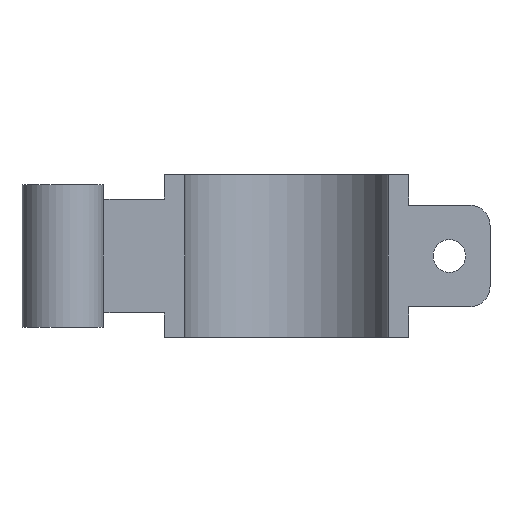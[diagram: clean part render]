
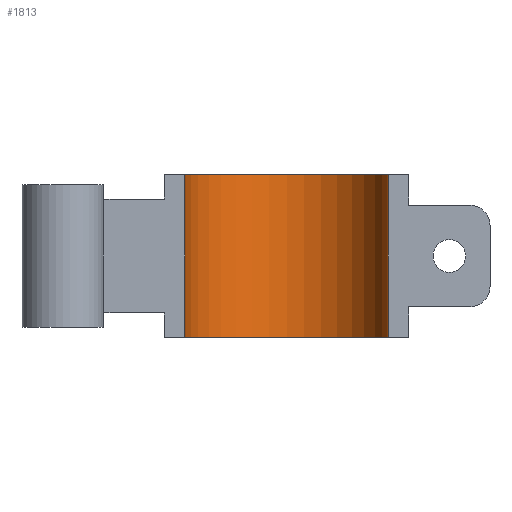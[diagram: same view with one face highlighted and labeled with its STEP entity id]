
A CAD part, front view. The second image highlights one B-rep face of the part: STEP entity #1813.
In plain terms, the highlighted cylindrical face has radius 50 mm (diameter 100 mm), a partial arc.
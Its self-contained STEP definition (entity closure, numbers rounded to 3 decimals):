
#41 = DIRECTION ( 'NONE',  ( 0., 0., -1. ) ) ;
#115 = EDGE_CURVE ( 'NONE', #1926, #1059, #1794, .T. ) ;
#187 = LINE ( 'NONE', #823, #1358 ) ;
#234 = AXIS2_PLACEMENT_3D ( 'NONE', #1560, #1589, #950 ) ;
#326 = DIRECTION ( 'NONE',  ( 1., 0., 0. ) ) ;
#438 = CARTESIAN_POINT ( 'NONE',  ( 0., 0., -40. ) ) ;
#510 = AXIS2_PLACEMENT_3D ( 'NONE', #736, #1776, #1350 ) ;
#548 = ORIENTED_EDGE ( 'NONE', *, *, #767, .F. ) ;
#608 = CARTESIAN_POINT ( 'NONE',  ( -50., 0., -40. ) ) ;
#677 = LINE ( 'NONE', #1736, #1974 ) ;
#714 = VERTEX_POINT ( 'NONE', #608 ) ;
#736 = CARTESIAN_POINT ( 'NONE',  ( 0., 0., 40. ) ) ;
#767 = EDGE_CURVE ( 'NONE', #874, #714, #957, .T. ) ;
#823 = CARTESIAN_POINT ( 'NONE',  ( -50., 0., 40. ) ) ;
#874 = VERTEX_POINT ( 'NONE', #1102 ) ;
#881 = CYLINDRICAL_SURFACE ( 'NONE', #510, 50. ) ;
#908 = ORIENTED_EDGE ( 'NONE', *, *, #1427, .T. ) ;
#950 = DIRECTION ( 'NONE',  ( 1., 0., 0. ) ) ;
#952 = CARTESIAN_POINT ( 'NONE',  ( 50., 0., 40. ) ) ;
#957 = CIRCLE ( 'NONE', #1437, 50. ) ;
#1021 = EDGE_LOOP ( 'NONE', ( #548, #1995, #1824, #908 ) ) ;
#1043 = CARTESIAN_POINT ( 'NONE',  ( -50., 0., 40. ) ) ;
#1059 = VERTEX_POINT ( 'NONE', #1043 ) ;
#1102 = CARTESIAN_POINT ( 'NONE',  ( 50., 0., -40. ) ) ;
#1199 = FACE_OUTER_BOUND ( 'NONE', #1021, .T. ) ;
#1278 = EDGE_CURVE ( 'NONE', #1926, #874, #677, .T. ) ;
#1293 = DIRECTION ( 'NONE',  ( 0., 0., -1. ) ) ;
#1350 = DIRECTION ( 'NONE',  ( -1., 0., 0. ) ) ;
#1358 = VECTOR ( 'NONE', #41, 1000. ) ;
#1423 = DIRECTION ( 'NONE',  ( 0., 0., 1. ) ) ;
#1427 = EDGE_CURVE ( 'NONE', #1059, #714, #187, .T. ) ;
#1437 = AXIS2_PLACEMENT_3D ( 'NONE', #438, #1423, #326 ) ;
#1560 = CARTESIAN_POINT ( 'NONE',  ( 0., 0., 40. ) ) ;
#1589 = DIRECTION ( 'NONE',  ( 0., 0., 1. ) ) ;
#1736 = CARTESIAN_POINT ( 'NONE',  ( 50., 0., 40. ) ) ;
#1776 = DIRECTION ( 'NONE',  ( 0., 0., -1. ) ) ;
#1794 = CIRCLE ( 'NONE', #234, 50. ) ;
#1813 = ADVANCED_FACE ( 'NONE', ( #1199 ), #881, .F. ) ;
#1824 = ORIENTED_EDGE ( 'NONE', *, *, #115, .T. ) ;
#1926 = VERTEX_POINT ( 'NONE', #952 ) ;
#1974 = VECTOR ( 'NONE', #1293, 1000. ) ;
#1995 = ORIENTED_EDGE ( 'NONE', *, *, #1278, .F. ) ;
